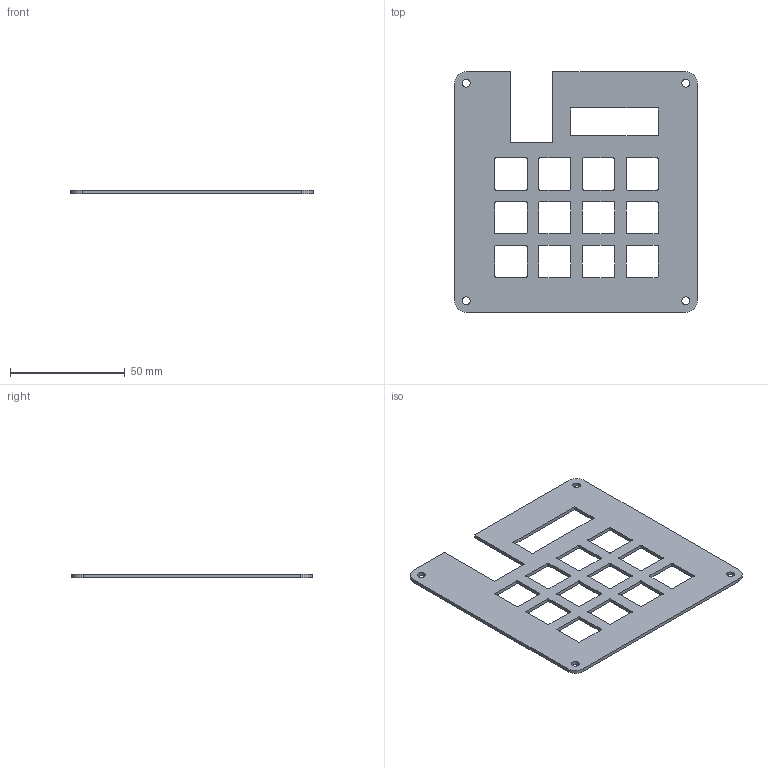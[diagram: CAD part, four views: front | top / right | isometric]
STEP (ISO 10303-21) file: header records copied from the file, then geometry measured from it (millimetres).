
FILE_DESCRIPTION(/* description */ (''),/* implementation_level */ '2;1');
FILE_NAME(/* name */ 'e991a2d1-c8a5-468a-ae20-de693c89aae1.stp',/* time_stamp */ '2025-07-03T21:13:57Z',/* author */ (''),/* organization */ (''),/* preprocessor_version */ 'ST-DEVELOPER v20.1',/* originating_system */ 'Autodesk Translation Framework v14.10.0.0',/* authorisation */ '');
FILE_SCHEMA (('AUTOMOTIVE_DESIGN { 1 0 10303 214 3 1 1 }'));
Length unit declared in the file: millimetre
Products named in the file (1): Top
Bounding box: 105.6 x 104.78 x 1.5 mm (x, y, z)
Volume: 11442.1 mm3; surface area: 17174 mm2
Topology: 1 solids, 1 shells, 118 faces, 348 edges, 232 vertices
Faces by surface type: plane 62, cylinder 56
Full cylindrical faces by diameter (mm): 3.4 x4
Entity records: 4072 total; most frequent: CARTESIAN_POINT 699, DIRECTION 698, ORIENTED_EDGE 696, EDGE_CURVE 348, LINE 236, VECTOR 236, VERTEX_POINT 232, AXIS2_PLACEMENT_3D 231
